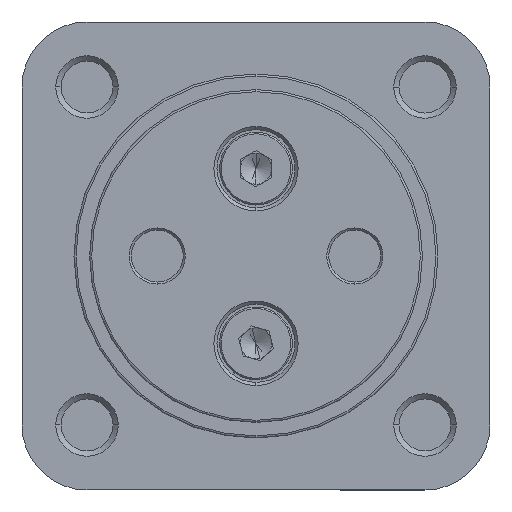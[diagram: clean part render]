
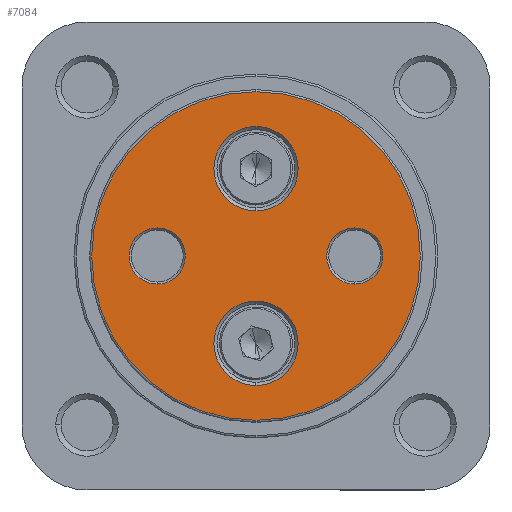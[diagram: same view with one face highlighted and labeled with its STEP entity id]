
A CAD part, left-side view. The second image highlights one B-rep face of the part: STEP entity #7084.
In plain terms, the highlighted planar face has unit normal (-1, 0, 0).
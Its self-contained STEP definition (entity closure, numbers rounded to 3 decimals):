
#288 = AXIS2_PLACEMENT_3D ( 'NONE', #1718, #1745, #1746 ) ;
#1718 = CARTESIAN_POINT ( 'NONE',  ( 0., 0., 0. ) ) ;
#1742 = PLANE ( 'NONE',  #288 ) ;
#1745 = DIRECTION ( 'NONE',  ( 1., 0., 0. ) ) ;
#1746 = DIRECTION ( 'NONE',  ( 0., 0., -1. ) ) ;
#2164 = CARTESIAN_POINT ( 'NONE',  ( 0., 0., -15.8 ) ) ;
#2203 = CARTESIAN_POINT ( 'NONE',  ( 0., 0., 4.35 ) ) ;
#2222 = CARTESIAN_POINT ( 'NONE',  ( 0., -9.5, -2.7 ) ) ;
#2232 = CARTESIAN_POINT ( 'NONE',  ( 0., 9.5, 2.7 ) ) ;
#2294 = CARTESIAN_POINT ( 'NONE',  ( 0., 0., 15.8 ) ) ;
#2769 = CARTESIAN_POINT ( 'NONE',  ( 0., 9.5, 0. ) ) ;
#2770 = DIRECTION ( 'NONE',  ( 1., 0., 0. ) ) ;
#2868 = CARTESIAN_POINT ( 'NONE',  ( 0., 0., -8.4 ) ) ;
#2874 = DIRECTION ( 'NONE',  ( 1., 0., 0. ) ) ;
#2875 = DIRECTION ( 'NONE',  ( 0., 0., -1. ) ) ;
#2879 = CARTESIAN_POINT ( 'NONE',  ( 0., 0., 0. ) ) ;
#2882 = CARTESIAN_POINT ( 'NONE',  ( 0., 0., 8.4 ) ) ;
#2885 = CARTESIAN_POINT ( 'NONE',  ( 0., 9.5, 0. ) ) ;
#2887 = DIRECTION ( 'NONE',  ( 0., 0., -1. ) ) ;
#2889 = DIRECTION ( 'NONE',  ( 1., 0., 0. ) ) ;
#2892 = DIRECTION ( 'NONE',  ( 1., 0., 0. ) ) ;
#2947 = DIRECTION ( 'NONE',  ( 0., 0., -1. ) ) ;
#2948 = DIRECTION ( 'NONE',  ( 1., 0., 0. ) ) ;
#2950 = CARTESIAN_POINT ( 'NONE',  ( 0., -9.5, 0. ) ) ;
#2965 = DIRECTION ( 'NONE',  ( 0., 0., -1. ) ) ;
#2985 = DIRECTION ( 'NONE',  ( 0., 0., -1. ) ) ;
#2989 = DIRECTION ( 'NONE',  ( -1., 0., 0. ) ) ;
#3004 = DIRECTION ( 'NONE',  ( 0., 0., -1. ) ) ;
#3034 = DIRECTION ( 'NONE',  ( 0., 0., -1. ) ) ;
#3042 = DIRECTION ( 'NONE',  ( 1., 0., 0. ) ) ;
#3043 = CARTESIAN_POINT ( 'NONE',  ( 0., -9.5, 0. ) ) ;
#3158 = CARTESIAN_POINT ( 'NONE',  ( 0., 0., -8.4 ) ) ;
#3163 = DIRECTION ( 'NONE',  ( 1., 0., 0. ) ) ;
#3174 = DIRECTION ( 'NONE',  ( 0., 0., -1. ) ) ;
#3175 = DIRECTION ( 'NONE',  ( 1., 0., 0. ) ) ;
#3176 = CARTESIAN_POINT ( 'NONE',  ( 0., 0., 8.4 ) ) ;
#3186 = DIRECTION ( 'NONE',  ( 0., 0., -1. ) ) ;
#3230 = DIRECTION ( 'NONE',  ( -1., 0., 0. ) ) ;
#3231 = DIRECTION ( 'NONE',  ( 0., 0., -1. ) ) ;
#3236 = CARTESIAN_POINT ( 'NONE',  ( 0., 0., 0. ) ) ;
#3326 = FACE_OUTER_BOUND ( 'NONE', #5287, .T. ) ;
#3327 = FACE_BOUND ( 'NONE', #5264, .T. ) ;
#3329 = FACE_BOUND ( 'NONE', #5289, .T. ) ;
#3331 = FACE_BOUND ( 'NONE', #5280, .T. ) ;
#3333 = FACE_BOUND ( 'NONE', #5290, .T. ) ;
#3531 = EDGE_CURVE ( 'NONE', #5003, #4908, #6317, .T. ) ;
#3540 = EDGE_CURVE ( 'NONE', #4777, #4579, #6331, .T. ) ;
#3560 = EDGE_CURVE ( 'NONE', #4667, #4618, #6361, .T. ) ;
#3574 = EDGE_CURVE ( 'NONE', #4950, #4560, #6383, .T. ) ;
#3588 = EDGE_CURVE ( 'NONE', #4550, #4962, #6403, .T. ) ;
#3628 = EDGE_CURVE ( 'NONE', #4908, #5003, #6454, .T. ) ;
#3629 = EDGE_CURVE ( 'NONE', #4618, #4667, #6455, .T. ) ;
#3633 = EDGE_CURVE ( 'NONE', #4579, #4777, #6459, .T. ) ;
#3634 = EDGE_CURVE ( 'NONE', #4962, #4550, #6460, .T. ) ;
#3640 = EDGE_CURVE ( 'NONE', #4560, #4950, #6468, .T. ) ;
#4550 = VERTEX_POINT ( 'NONE', #2232 ) ;
#4560 = VERTEX_POINT ( 'NONE', #2222 ) ;
#4579 = VERTEX_POINT ( 'NONE', #2203 ) ;
#4618 = VERTEX_POINT ( 'NONE', #2164 ) ;
#4667 = VERTEX_POINT ( 'NONE', #2294 ) ;
#4777 = VERTEX_POINT ( 'NONE', #7396 ) ;
#4908 = VERTEX_POINT ( 'NONE', #7447 ) ;
#4950 = VERTEX_POINT ( 'NONE', #7479 ) ;
#4962 = VERTEX_POINT ( 'NONE', #7487 ) ;
#5003 = VERTEX_POINT ( 'NONE', #7507 ) ;
#5264 = EDGE_LOOP ( 'NONE', ( #6754, #7090 ) ) ;
#5280 = EDGE_LOOP ( 'NONE', ( #7138, #6764 ) ) ;
#5287 = EDGE_LOOP ( 'NONE', ( #6757, #6752 ) ) ;
#5289 = EDGE_LOOP ( 'NONE', ( #6756, #7139 ) ) ;
#5290 = EDGE_LOOP ( 'NONE', ( #6742, #6766 ) ) ;
#5734 = AXIS2_PLACEMENT_3D ( 'NONE', #3158, #3163, #3186 ) ;
#5832 = AXIS2_PLACEMENT_3D ( 'NONE', #3176, #3175, #3174 ) ;
#6317 = CIRCLE ( 'NONE', #5734, 4.05 ) ;
#6331 = CIRCLE ( 'NONE', #5832, 4.05 ) ;
#6361 = CIRCLE ( 'NONE', #7357, 15.8 ) ;
#6383 = CIRCLE ( 'NONE', #7321, 2.7 ) ;
#6403 = CIRCLE ( 'NONE', #7265, 2.7 ) ;
#6454 = CIRCLE ( 'NONE', #7261, 4.05 ) ;
#6455 = CIRCLE ( 'NONE', #7260, 15.8 ) ;
#6459 = CIRCLE ( 'NONE', #7297, 4.05 ) ;
#6460 = CIRCLE ( 'NONE', #7298, 2.7 ) ;
#6468 = CIRCLE ( 'NONE', #7303, 2.7 ) ;
#6742 = ORIENTED_EDGE ( 'NONE', *, *, #3574, .T. ) ;
#6752 = ORIENTED_EDGE ( 'NONE', *, *, #3560, .T. ) ;
#6754 = ORIENTED_EDGE ( 'NONE', *, *, #3588, .T. ) ;
#6756 = ORIENTED_EDGE ( 'NONE', *, *, #3531, .T. ) ;
#6757 = ORIENTED_EDGE ( 'NONE', *, *, #3629, .T. ) ;
#6764 = ORIENTED_EDGE ( 'NONE', *, *, #3633, .T. ) ;
#6766 = ORIENTED_EDGE ( 'NONE', *, *, #3640, .T. ) ;
#7084 = ADVANCED_FACE ( 'NONE', ( #3326, #3329, #3331, #3333, #3327 ), #1742, .F. ) ;
#7090 = ORIENTED_EDGE ( 'NONE', *, *, #3634, .T. ) ;
#7138 = ORIENTED_EDGE ( 'NONE', *, *, #3540, .T. ) ;
#7139 = ORIENTED_EDGE ( 'NONE', *, *, #3628, .T. ) ;
#7260 = AXIS2_PLACEMENT_3D ( 'NONE', #2879, #2989, #3004 ) ;
#7261 = AXIS2_PLACEMENT_3D ( 'NONE', #2868, #2874, #2875 ) ;
#7265 = AXIS2_PLACEMENT_3D ( 'NONE', #2769, #2770, #2985 ) ;
#7297 = AXIS2_PLACEMENT_3D ( 'NONE', #2882, #2889, #2887 ) ;
#7298 = AXIS2_PLACEMENT_3D ( 'NONE', #2885, #2892, #2965 ) ;
#7303 = AXIS2_PLACEMENT_3D ( 'NONE', #2950, #2948, #2947 ) ;
#7321 = AXIS2_PLACEMENT_3D ( 'NONE', #3043, #3042, #3034 ) ;
#7357 = AXIS2_PLACEMENT_3D ( 'NONE', #3236, #3230, #3231 ) ;
#7396 = CARTESIAN_POINT ( 'NONE',  ( 0., 0., 12.45 ) ) ;
#7447 = CARTESIAN_POINT ( 'NONE',  ( 0., 0., -12.45 ) ) ;
#7479 = CARTESIAN_POINT ( 'NONE',  ( 0., -9.5, 2.7 ) ) ;
#7487 = CARTESIAN_POINT ( 'NONE',  ( 0., 9.5, -2.7 ) ) ;
#7507 = CARTESIAN_POINT ( 'NONE',  ( 0., 0., -4.35 ) ) ;
